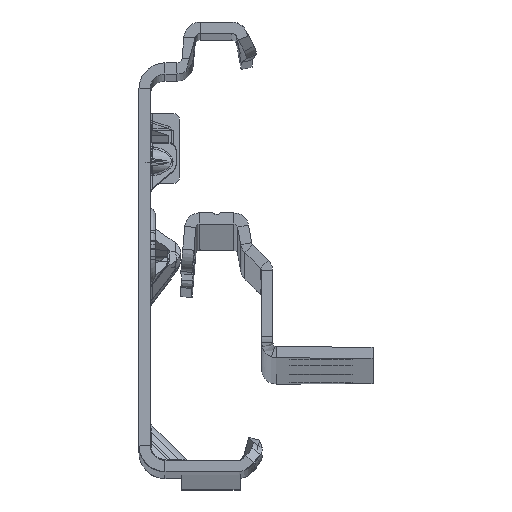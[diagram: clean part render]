
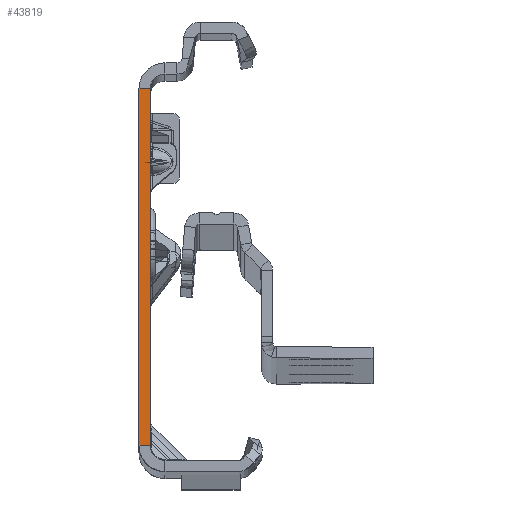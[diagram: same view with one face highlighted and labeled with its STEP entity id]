
A CAD part, top view. The second image highlights one B-rep face of the part: STEP entity #43819.
In plain terms, the highlighted planar face has unit normal (0, 0, 1).
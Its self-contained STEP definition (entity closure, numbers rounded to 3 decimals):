
#45 = CARTESIAN_POINT ( 'NONE',  ( -1.5, -27.865, 0. ) ) ;
#4414 = CARTESIAN_POINT ( 'NONE',  ( 0., -27.865, 0. ) ) ;
#6635 = CARTESIAN_POINT ( 'NONE',  ( 0., 22.135, 0. ) ) ;
#6845 = VECTOR ( 'NONE', #15183, 1000. ) ;
#9980 = ORIENTED_EDGE ( 'NONE', *, *, #42464, .F. ) ;
#10804 = VERTEX_POINT ( 'NONE', #54539 ) ;
#11386 = ORIENTED_EDGE ( 'NONE', *, *, #38462, .T. ) ;
#11976 = CARTESIAN_POINT ( 'NONE',  ( -1.5, -27.865, 0. ) ) ;
#12237 = LINE ( 'NONE', #4414, #32414 ) ;
#15183 = DIRECTION ( 'NONE',  ( -1., 0., 0. ) ) ;
#18592 = LINE ( 'NONE', #28061, #6845 ) ;
#21278 = ORIENTED_EDGE ( 'NONE', *, *, #46690, .F. ) ;
#22716 = EDGE_LOOP ( 'NONE', ( #21278, #11386, #41855, #9980 ) ) ;
#23692 = VERTEX_POINT ( 'NONE', #6635 ) ;
#25237 = CARTESIAN_POINT ( 'NONE',  ( 0., -25.865, 0. ) ) ;
#25778 = LINE ( 'NONE', #45, #48923 ) ;
#28061 = CARTESIAN_POINT ( 'NONE',  ( 0., 22.135, 0. ) ) ;
#29272 = PLANE ( 'NONE',  #32168 ) ;
#29660 = DIRECTION ( 'NONE',  ( 0., -1., 0. ) ) ;
#32168 = AXIS2_PLACEMENT_3D ( 'NONE', #11976, #54185, #50267 ) ;
#32414 = VECTOR ( 'NONE', #37989, 1000. ) ;
#35646 = VERTEX_POINT ( 'NONE', #54837 ) ;
#37989 = DIRECTION ( 'NONE',  ( 0., -1., 0. ) ) ;
#38462 = EDGE_CURVE ( 'NONE', #23692, #10804, #18592, .T. ) ;
#40875 = LINE ( 'NONE', #53684, #41894 ) ;
#41625 = VERTEX_POINT ( 'NONE', #25237 ) ;
#41855 = ORIENTED_EDGE ( 'NONE', *, *, #53638, .T. ) ;
#41894 = VECTOR ( 'NONE', #44516, 1000. ) ;
#42174 = FACE_OUTER_BOUND ( 'NONE', #22716, .T. ) ;
#42464 = EDGE_CURVE ( 'NONE', #41625, #35646, #40875, .T. ) ;
#43819 = ADVANCED_FACE ( 'NONE', ( #42174 ), #29272, .T. ) ;
#44516 = DIRECTION ( 'NONE',  ( -1., 0., 0. ) ) ;
#46690 = EDGE_CURVE ( 'NONE', #23692, #41625, #12237, .T. ) ;
#48923 = VECTOR ( 'NONE', #29660, 1000. ) ;
#50267 = DIRECTION ( 'NONE',  ( 1., 0., 0. ) ) ;
#53638 = EDGE_CURVE ( 'NONE', #10804, #35646, #25778, .T. ) ;
#53684 = CARTESIAN_POINT ( 'NONE',  ( 0., -25.865, 0. ) ) ;
#54185 = DIRECTION ( 'NONE',  ( 0., 0., 1. ) ) ;
#54539 = CARTESIAN_POINT ( 'NONE',  ( -1.5, 22.135, 0. ) ) ;
#54837 = CARTESIAN_POINT ( 'NONE',  ( -1.5, -25.865, 0. ) ) ;
